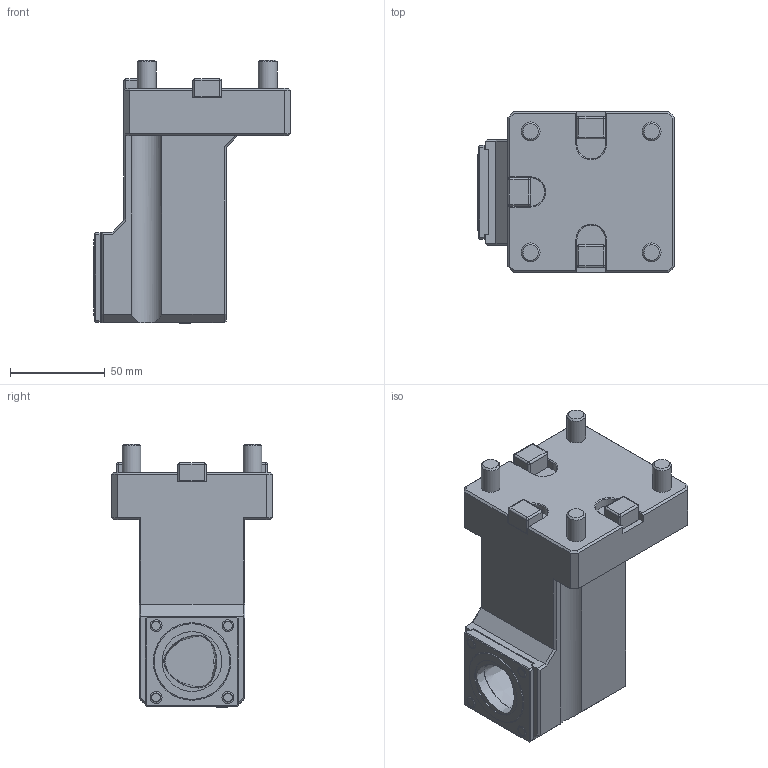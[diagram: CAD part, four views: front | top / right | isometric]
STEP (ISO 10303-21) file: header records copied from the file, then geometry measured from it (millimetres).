
FILE_DESCRIPTION(/* description */ (''),/* implementation_level */ '2;1');
FILE_NAME(/* name */ '1616495447829.stp',/* time_stamp */ '2021-03-23T11:30:53+01:00',/* author */ (''),/* organization */ ('SMS'),/* preprocessor_version */ 'ST-DEVELOPER v16.7',/* originating_system */ 'SIEMENS PLM Software NX 12.0',/* authorisation */ '');
FILE_SCHEMA (('AUTOMOTIVE_DESIGN { 1 0 10303 214 3 1 1 1 }'));
Length unit declared in the file: millimetre
Products named in the file (1): 203444018mod000_00
Bounding box: 104 x 85 x 139.51 mm (x, y, z)
Volume: 507172.3 mm3; surface area: 58272 mm2
Topology: 1 solids, 1 shells, 231 faces, 561 edges, 344 vertices
Faces by surface type: plane 159, cylinder 45, sphere 17, cone 7, bspline 2, torus 1
Full cylindrical faces by diameter (mm): 2.5 x1, 4.495 x4, 4.995 x3, 5.694 x1, 9.99 x4, 31.6 x1
Entity records: 6744 total; most frequent: CARTESIAN_POINT 1448, DIRECTION 1091, ORIENTED_EDGE 1024, EDGE_CURVE 512, LINE 379, VECTOR 379, AXIS2_PLACEMENT_3D 356, VERTEX_POINT 330
